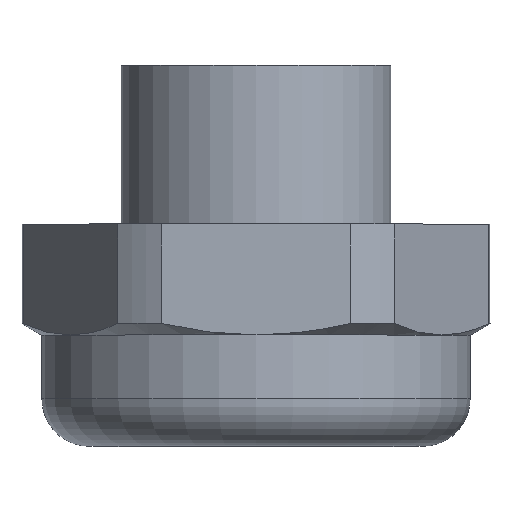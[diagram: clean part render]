
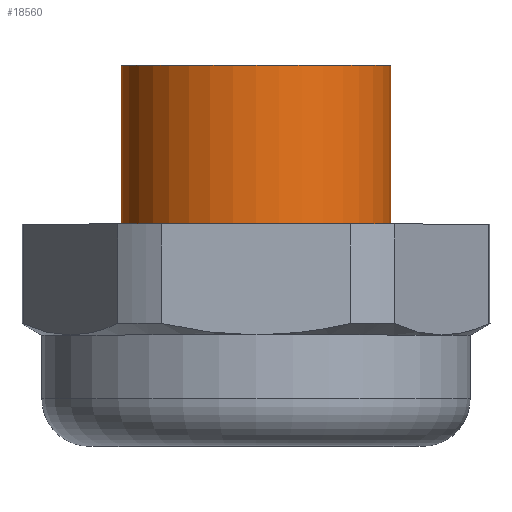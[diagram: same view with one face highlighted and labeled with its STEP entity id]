
A CAD part, top view. The second image highlights one B-rep face of the part: STEP entity #18560.
In plain terms, the highlighted cylindrical face has radius 8.5 mm (diameter 17 mm), a partial arc.
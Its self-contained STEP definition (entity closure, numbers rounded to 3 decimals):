
#14200=CARTESIAN_POINT('',(0.,0.,8.));
#14210=DIRECTION('',(0.,0.,1.));
#14220=DIRECTION('',(1.,0.,0.));
#14230=AXIS2_PLACEMENT_3D('',#14200,#14210,#14220);
#14240=CIRCLE('',#14230,8.5);
#14270=CARTESIAN_POINT('',(-8.5,0.,8.));
#14280=VERTEX_POINT('',#14270);
#14310=CARTESIAN_POINT('',(8.5,0.,8.));
#14320=VERTEX_POINT('',#14310);
#14330=EDGE_CURVE('',#14280,#14320,#14240,.T.);
#16720=CARTESIAN_POINT('',(8.5,0.,16.));
#16730=DIRECTION('',(0.,0.,1.));
#16740=VECTOR('',#16730,1.);
#16750=LINE('',#16720,#16740);
#16760=CARTESIAN_POINT('',(8.5,0.,24.));
#16770=VERTEX_POINT('',#16760);
#16780=EDGE_CURVE('',#14320,#16770,#16750,.T.);
#16800=CARTESIAN_POINT('',(0.,0.,24.));
#16810=DIRECTION('',(0.,0.,1.));
#16820=DIRECTION('',(1.,0.,0.));
#16830=AXIS2_PLACEMENT_3D('',#16800,#16810,#16820);
#16840=CIRCLE('',#16830,8.5);
#16890=CARTESIAN_POINT('',(-8.5,0.,24.));
#16900=VERTEX_POINT('',#16890);
#16930=CARTESIAN_POINT('',(-8.5,0.,16.));
#16940=DIRECTION('',(0.,0.,1.));
#16950=VECTOR('',#16940,1.);
#16960=LINE('',#16930,#16950);
#16970=EDGE_CURVE('',#14280,#16900,#16960,.T.);
#17520=EDGE_CURVE('',#16900,#16770,#16840,.T.);
#18450=CARTESIAN_POINT('',(0.,0.,16.));
#18460=DIRECTION('',(0.,0.,1.));
#18470=DIRECTION('',(1.,0.,0.));
#18480=AXIS2_PLACEMENT_3D('',#18450,#18460,#18470);
#18490=CYLINDRICAL_SURFACE('',#18480,8.5);
#18500=ORIENTED_EDGE('',*,*,#14330,.T.);
#18510=ORIENTED_EDGE('',*,*,#16970,.F.);
#18520=ORIENTED_EDGE('',*,*,#17520,.F.);
#18530=ORIENTED_EDGE('',*,*,#16780,.T.);
#18540=EDGE_LOOP('',(#18530,#18520,#18510,#18500));
#18550=FACE_OUTER_BOUND('',#18540,.T.);
#18560=ADVANCED_FACE('',(#18550),#18490,.T.);
